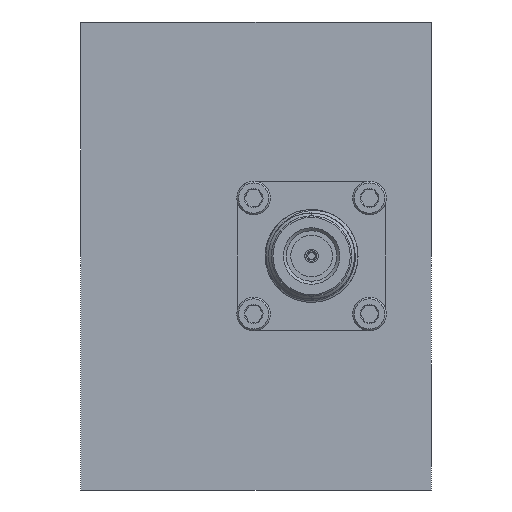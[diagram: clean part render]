
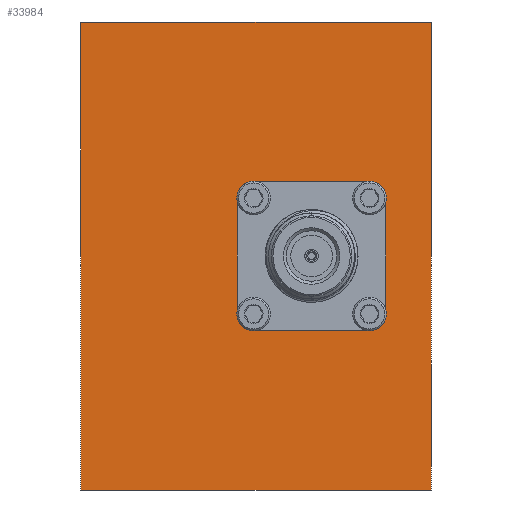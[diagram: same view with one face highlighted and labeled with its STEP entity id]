
A CAD part, left-side view. The second image highlights one B-rep face of the part: STEP entity #33984.
In plain terms, the highlighted planar face has unit normal (-1, 0, 0).
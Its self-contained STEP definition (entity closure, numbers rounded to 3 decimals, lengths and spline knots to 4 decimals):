
#314 = LINE ( 'NONE', #77117, #8705 ) ;
#407 = AXIS2_PLACEMENT_3D ( 'NONE', #3551, #97132, #73490 ) ;
#2106 = CARTESIAN_POINT ( 'NONE',  ( -3.6023, 0.5001, -0.5 ) ) ;
#2355 = CARTESIAN_POINT ( 'NONE',  ( -3.6023, 0.4001, 0.5 ) ) ;
#3551 = CARTESIAN_POINT ( 'NONE',  ( -3.6023, -0.3999, -0.4 ) ) ;
#5607 = VECTOR ( 'NONE', #18378, 39.3701 ) ;
#6704 = ORIENTED_EDGE ( 'NONE', *, *, #99866, .F. ) ;
#6790 = ORIENTED_EDGE ( 'NONE', *, *, #57895, .T. ) ;
#6881 = VERTEX_POINT ( 'NONE', #84600 ) ;
#8705 = VECTOR ( 'NONE', #38089, 39.3701 ) ;
#13662 = CARTESIAN_POINT ( 'NONE',  ( -3.6023, 0., -1.5748 ) ) ;
#13961 = DIRECTION ( 'NONE',  ( 0., -1., 0. ) ) ;
#14473 = ORIENTED_EDGE ( 'NONE', *, *, #61156, .T. ) ;
#14996 = CARTESIAN_POINT ( 'NONE',  ( -3.6023, 0.4001, 0.4 ) ) ;
#17393 = EDGE_LOOP ( 'NONE', ( #57914, #14473, #48005, #6790, #6704, #47978, #62604, #40059 ) ) ;
#17431 = VERTEX_POINT ( 'NONE', #58574 ) ;
#18231 = VECTOR ( 'NONE', #78774, 39.3701 ) ;
#18378 = DIRECTION ( 'NONE',  ( 0., 0., -1. ) ) ;
#19458 = CARTESIAN_POINT ( 'NONE',  ( -3.6023, 1.5552, 1.5748 ) ) ;
#19739 = EDGE_CURVE ( 'NONE', #51049, #74749, #73284, .T. ) ;
#19962 = CARTESIAN_POINT ( 'NONE',  ( -3.6023, -0.807, 1.5748 ) ) ;
#21392 = ORIENTED_EDGE ( 'NONE', *, *, #44334, .F. ) ;
#21680 = VECTOR ( 'NONE', #72073, 39.3701 ) ;
#22557 = VECTOR ( 'NONE', #13961, 39.3701 ) ;
#22819 = DIRECTION ( 'NONE',  ( 0., 1., 0. ) ) ;
#23289 = DIRECTION ( 'NONE',  ( -1., 0., 0. ) ) ;
#25132 = LINE ( 'NONE', #2106, #5607 ) ;
#26590 = EDGE_LOOP ( 'NONE', ( #21392, #72562, #69773, #50365 ) ) ;
#28982 = EDGE_CURVE ( 'NONE', #17431, #6881, #96587, .T. ) ;
#30505 = FACE_OUTER_BOUND ( 'NONE', #26590, .T. ) ;
#32616 = VERTEX_POINT ( 'NONE', #74374 ) ;
#33767 = CARTESIAN_POINT ( 'NONE',  ( -3.6023, 0., 1.5748 ) ) ;
#33984 = ADVANCED_FACE ( 'NONE', ( #45043, #30505 ), #62308, .T. ) ;
#35377 = VECTOR ( 'NONE', #89244, 39.3701 ) ;
#36089 = EDGE_CURVE ( 'NONE', #61795, #32616, #25132, .T. ) ;
#38089 = DIRECTION ( 'NONE',  ( 0., 0., 1. ) ) ;
#39544 = CARTESIAN_POINT ( 'NONE',  ( -3.6023, -0.4999, -0.4 ) ) ;
#40059 = ORIENTED_EDGE ( 'NONE', *, *, #85665, .T. ) ;
#40368 = CARTESIAN_POINT ( 'NONE',  ( -3.6023, -0.4999, 0.5 ) ) ;
#41302 = DIRECTION ( 'NONE',  ( 0., 1., 0. ) ) ;
#44334 = EDGE_CURVE ( 'NONE', #77106, #74749, #66798, .T. ) ;
#45043 = FACE_BOUND ( 'NONE', #17393, .T. ) ;
#45361 = DIRECTION ( 'NONE',  ( 0., 0., 1. ) ) ;
#47610 = AXIS2_PLACEMENT_3D ( 'NONE', #99024, #83442, #74681 ) ;
#47978 = ORIENTED_EDGE ( 'NONE', *, *, #48323, .T. ) ;
#48005 = ORIENTED_EDGE ( 'NONE', *, *, #36089, .F. ) ;
#48323 = EDGE_CURVE ( 'NONE', #91161, #83117, #76646, .T. ) ;
#48629 = CARTESIAN_POINT ( 'NONE',  ( -3.6023, 1.5552, 1.5748 ) ) ;
#49794 = CIRCLE ( 'NONE', #407, 0.1 ) ;
#50365 = ORIENTED_EDGE ( 'NONE', *, *, #19739, .T. ) ;
#51049 = VERTEX_POINT ( 'NONE', #19458 ) ;
#51106 = LINE ( 'NONE', #73028, #35377 ) ;
#53297 = LINE ( 'NONE', #40368, #92096 ) ;
#54149 = AXIS2_PLACEMENT_3D ( 'NONE', #92813, #23289, #45361 ) ;
#56935 = LINE ( 'NONE', #33767, #21680 ) ;
#57361 = CARTESIAN_POINT ( 'NONE',  ( -3.6023, 0.5001, 0.4 ) ) ;
#57895 = EDGE_CURVE ( 'NONE', #61795, #78026, #92646, .T. ) ;
#57914 = ORIENTED_EDGE ( 'NONE', *, *, #28982, .F. ) ;
#58574 = CARTESIAN_POINT ( 'NONE',  ( -3.6023, 0.4001, -0.5 ) ) ;
#61156 = EDGE_CURVE ( 'NONE', #17431, #32616, #98181, .T. ) ;
#61795 = VERTEX_POINT ( 'NONE', #57361 ) ;
#62108 = AXIS2_PLACEMENT_3D ( 'NONE', #14996, #69296, #22819 ) ;
#62308 = PLANE ( 'NONE',  #54149 ) ;
#62604 = ORIENTED_EDGE ( 'NONE', *, *, #69335, .F. ) ;
#64151 = CARTESIAN_POINT ( 'NONE',  ( -3.6023, -0.3999, 0.5 ) ) ;
#64958 = CARTESIAN_POINT ( 'NONE',  ( -3.6023, -0.4999, 0.4 ) ) ;
#66798 = LINE ( 'NONE', #13662, #18231 ) ;
#68356 = CARTESIAN_POINT ( 'NONE',  ( -3.6023, 1.5552, -1.5748 ) ) ;
#68948 = VERTEX_POINT ( 'NONE', #39544 ) ;
#69296 = DIRECTION ( 'NONE',  ( 1., 0., 0. ) ) ;
#69335 = EDGE_CURVE ( 'NONE', #68948, #83117, #314, .T. ) ;
#69773 = ORIENTED_EDGE ( 'NONE', *, *, #75524, .T. ) ;
#70589 = EDGE_CURVE ( 'NONE', #80508, #77106, #51106, .T. ) ;
#71644 = AXIS2_PLACEMENT_3D ( 'NONE', #87740, #89065, #41302 ) ;
#72073 = DIRECTION ( 'NONE',  ( 0., 1., 0. ) ) ;
#72562 = ORIENTED_EDGE ( 'NONE', *, *, #70589, .F. ) ;
#73028 = CARTESIAN_POINT ( 'NONE',  ( -3.6023, -0.807, 1.5748 ) ) ;
#73284 = LINE ( 'NONE', #48629, #87822 ) ;
#73490 = DIRECTION ( 'NONE',  ( 0., 1., 0. ) ) ;
#74374 = CARTESIAN_POINT ( 'NONE',  ( -3.6023, 0.5001, -0.4 ) ) ;
#74681 = DIRECTION ( 'NONE',  ( 0., 1., 0. ) ) ;
#74749 = VERTEX_POINT ( 'NONE', #68356 ) ;
#75524 = EDGE_CURVE ( 'NONE', #80508, #51049, #56935, .T. ) ;
#76646 = CIRCLE ( 'NONE', #47610, 0.1 ) ;
#77106 = VERTEX_POINT ( 'NONE', #95895 ) ;
#77117 = CARTESIAN_POINT ( 'NONE',  ( -3.6023, -0.4999, -0.5 ) ) ;
#78026 = VERTEX_POINT ( 'NONE', #2355 ) ;
#78774 = DIRECTION ( 'NONE',  ( 0., 1., 0. ) ) ;
#79859 = DIRECTION ( 'NONE',  ( 0., 0., -1. ) ) ;
#80508 = VERTEX_POINT ( 'NONE', #19962 ) ;
#83117 = VERTEX_POINT ( 'NONE', #64958 ) ;
#83442 = DIRECTION ( 'NONE',  ( 1., 0., 0. ) ) ;
#84600 = CARTESIAN_POINT ( 'NONE',  ( -3.6023, -0.3999, -0.5 ) ) ;
#85665 = EDGE_CURVE ( 'NONE', #68948, #6881, #49794, .T. ) ;
#87740 = CARTESIAN_POINT ( 'NONE',  ( -3.6023, 0.4001, -0.4 ) ) ;
#87822 = VECTOR ( 'NONE', #79859, 39.3701 ) ;
#89065 = DIRECTION ( 'NONE',  ( 1., 0., 0. ) ) ;
#89244 = DIRECTION ( 'NONE',  ( 0., 0., -1. ) ) ;
#91161 = VERTEX_POINT ( 'NONE', #64151 ) ;
#91300 = CARTESIAN_POINT ( 'NONE',  ( -3.6023, -0.4999, -0.5 ) ) ;
#92096 = VECTOR ( 'NONE', #94585, 39.3701 ) ;
#92646 = CIRCLE ( 'NONE', #62108, 0.1 ) ;
#92813 = CARTESIAN_POINT ( 'NONE',  ( -3.6023, 0., 1.5748 ) ) ;
#94585 = DIRECTION ( 'NONE',  ( 0., 1., 0. ) ) ;
#95895 = CARTESIAN_POINT ( 'NONE',  ( -3.6023, -0.807, -1.5748 ) ) ;
#96587 = LINE ( 'NONE', #91300, #22557 ) ;
#97132 = DIRECTION ( 'NONE',  ( 1., 0., 0. ) ) ;
#98181 = CIRCLE ( 'NONE', #71644, 0.1 ) ;
#99024 = CARTESIAN_POINT ( 'NONE',  ( -3.6023, -0.3999, 0.4 ) ) ;
#99866 = EDGE_CURVE ( 'NONE', #91161, #78026, #53297, .T. ) ;
